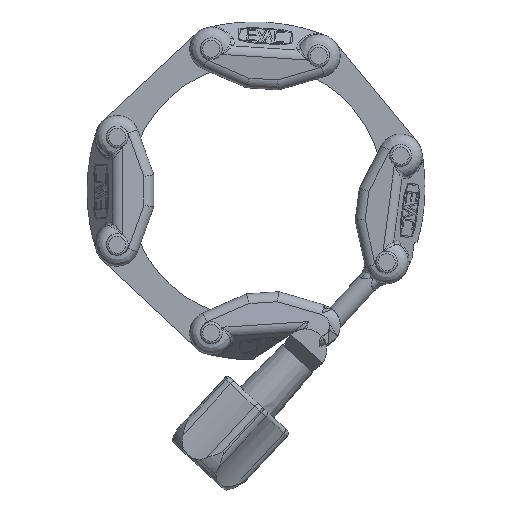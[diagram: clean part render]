
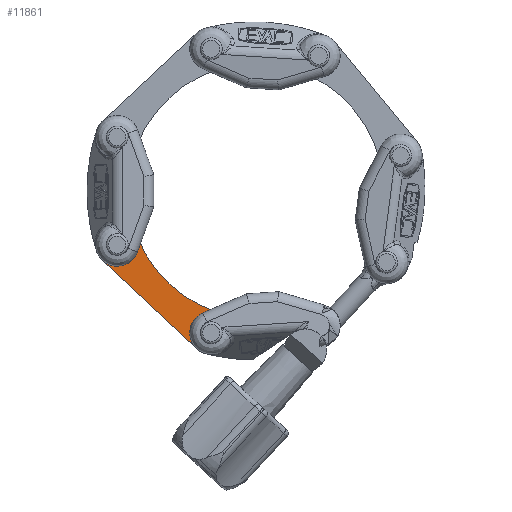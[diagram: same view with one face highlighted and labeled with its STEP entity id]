
A CAD part, left-side view. The second image highlights one B-rep face of the part: STEP entity #11861.
In plain terms, the highlighted face is planar.
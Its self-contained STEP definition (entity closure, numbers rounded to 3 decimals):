
#566=PLANE('',#12767);
#1726=LINE('',#22852,#2849);
#2849=VECTOR('',#15355,1000.);
#2949=CIRCLE('',#12768,2.5);
#2950=CIRCLE('',#12769,2.5);
#2951=CIRCLE('',#12770,5.);
#2952=CIRCLE('',#12771,30.);
#2953=CIRCLE('',#12772,5.);
#6098=ORIENTED_EDGE('',*,*,#8095,.T.);
#6099=ORIENTED_EDGE('',*,*,#8096,.T.);
#6100=ORIENTED_EDGE('',*,*,#8097,.F.);
#6101=ORIENTED_EDGE('',*,*,#8098,.F.);
#6102=ORIENTED_EDGE('',*,*,#8099,.F.);
#6103=ORIENTED_EDGE('',*,*,#8100,.F.);
#8095=EDGE_CURVE('',#9344,#9344,#2949,.T.);
#8096=EDGE_CURVE('',#9345,#9345,#2950,.T.);
#8097=EDGE_CURVE('',#9346,#9347,#2951,.T.);
#8098=EDGE_CURVE('',#9348,#9346,#2952,.T.);
#8099=EDGE_CURVE('',#9349,#9348,#2953,.T.);
#8100=EDGE_CURVE('',#9347,#9349,#1726,.T.);
#9344=VERTEX_POINT('',#22842);
#9345=VERTEX_POINT('',#22844);
#9346=VERTEX_POINT('',#22846);
#9347=VERTEX_POINT('',#22847);
#9348=VERTEX_POINT('',#22849);
#9349=VERTEX_POINT('',#22851);
#10387=EDGE_LOOP('',(#6098));
#10388=EDGE_LOOP('',(#6099));
#10389=EDGE_LOOP('',(#6100,#6101,#6102,#6103));
#11099=FACE_BOUND('',#10387,.T.);
#11100=FACE_BOUND('',#10388,.T.);
#11101=FACE_BOUND('',#10389,.T.);
#11861=ADVANCED_FACE('',(#11099,#11100,#11101),#566,.F.);
#12767=AXIS2_PLACEMENT_3D('',#22840,#15343,#15344);
#12768=AXIS2_PLACEMENT_3D('',#22841,#15345,#15346);
#12769=AXIS2_PLACEMENT_3D('',#22843,#15347,#15348);
#12770=AXIS2_PLACEMENT_3D('',#22845,#15349,#15350);
#12771=AXIS2_PLACEMENT_3D('',#22848,#15351,#15352);
#12772=AXIS2_PLACEMENT_3D('',#22850,#15353,#15354);
#15343=DIRECTION('',(0.,0.,1.));
#15344=DIRECTION('',(1.,0.,0.));
#15345=DIRECTION('',(0.,0.,1.));
#15346=DIRECTION('',(-1.,0.,0.));
#15347=DIRECTION('',(0.,0.,1.));
#15348=DIRECTION('',(-1.,0.,0.));
#15349=DIRECTION('',(0.,0.,1.));
#15350=DIRECTION('',(1.,0.,0.));
#15351=DIRECTION('',(0.,0.,-1.));
#15352=DIRECTION('',(-0.429,-0.904,0.));
#15353=DIRECTION('',(0.,0.,1.));
#15354=DIRECTION('',(1.,0.,0.));
#15355=DIRECTION('',(-1.,0.,0.));
#22840=CARTESIAN_POINT('',(14.896,31.646,-1.));
#22841=CARTESIAN_POINT('',(-15.,31.623,-1.));
#22842=CARTESIAN_POINT('',(-17.5,31.623,-1.));
#22843=CARTESIAN_POINT('',(15.,31.623,-1.));
#22844=CARTESIAN_POINT('',(12.5,31.623,-1.));
#22845=CARTESIAN_POINT('',(15.,31.623,-1.));
#22846=CARTESIAN_POINT('',(12.857,27.105,-1.));
#22847=CARTESIAN_POINT('',(15.,36.623,-1.));
#22848=CARTESIAN_POINT('',(0.,0.,-1.));
#22849=CARTESIAN_POINT('',(-12.857,27.105,-1.));
#22850=CARTESIAN_POINT('',(-15.,31.623,-1.));
#22851=CARTESIAN_POINT('',(-15.,36.623,-1.));
#22852=CARTESIAN_POINT('',(15.,36.623,-1.));
